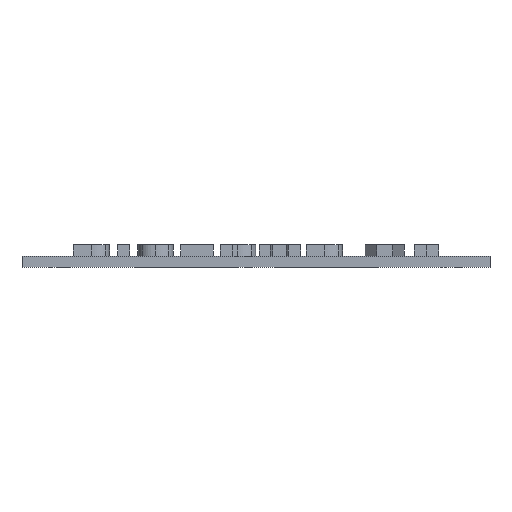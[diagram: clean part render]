
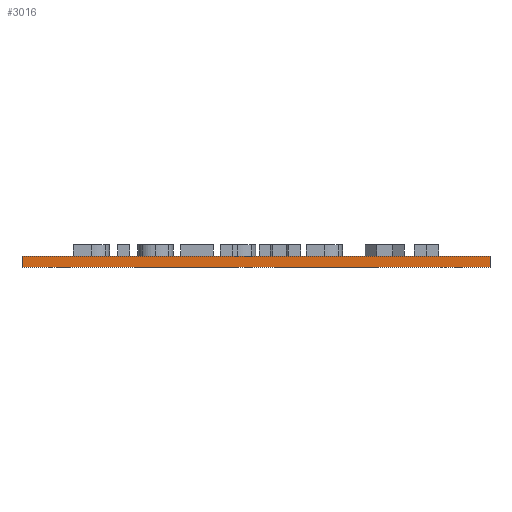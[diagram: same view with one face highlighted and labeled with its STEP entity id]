
A CAD part, front view. The second image highlights one B-rep face of the part: STEP entity #3016.
In plain terms, the highlighted planar face has unit normal (0, -1, 0).
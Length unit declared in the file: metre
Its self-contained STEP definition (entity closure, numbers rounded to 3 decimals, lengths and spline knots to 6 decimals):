
#373=ORIENTED_EDGE('',*,*,#1199,.F.);
#374=ORIENTED_EDGE('',*,*,#1185,.F.);
#375=ORIENTED_EDGE('',*,*,#1112,.T.);
#376=ORIENTED_EDGE('',*,*,#1189,.T.);
#1112=EDGE_CURVE('',#1549,#1552,#1821,.T.);
#1185=EDGE_CURVE('',#1549,#1605,#1890,.T.);
#1189=EDGE_CURVE('',#1552,#1608,#1894,.T.);
#1199=EDGE_CURVE('',#1605,#1608,#1900,.T.);
#1549=VERTEX_POINT('',#4146);
#1552=VERTEX_POINT('',#4151);
#1605=VERTEX_POINT('',#4295);
#1608=VERTEX_POINT('',#4305);
#1821=LINE('',#4152,#2175);
#1890=LINE('',#4298,#2244);
#1894=LINE('',#4306,#2248);
#1900=LINE('',#4330,#2254);
#2175=VECTOR('',#3361,1.);
#2244=VECTOR('',#3476,1.);
#2248=VECTOR('',#3484,1.);
#2254=VECTOR('',#3518,1.);
#2519=EDGE_LOOP('',(#373,#374,#375,#376));
#2719=FACE_BOUND('',#2519,.T.);
#2892=PLANE('',#3200);
#3016=ADVANCED_FACE('',(#2719),#2892,.T.);
#3200=AXIS2_PLACEMENT_3D('',#4329,#3516,#3517);
#3361=DIRECTION('',(-1.,0.,0.));
#3476=DIRECTION('',(0.,0.,-1.));
#3484=DIRECTION('',(0.,0.,-1.));
#3516=DIRECTION('',(0.,-1.,0.));
#3517=DIRECTION('',(1.,0.,0.));
#3518=DIRECTION('',(-1.,0.,0.));
#4146=CARTESIAN_POINT('',(0.03175,-0.0508,0.01785));
#4151=CARTESIAN_POINT('',(-0.03175,-0.0508,0.01785));
#4152=CARTESIAN_POINT('',(0.,-0.0508,0.01785));
#4295=CARTESIAN_POINT('',(0.03175,-0.0508,0.01635));
#4298=CARTESIAN_POINT('',(0.03175,-0.0508,0.01785));
#4305=CARTESIAN_POINT('',(-0.03175,-0.0508,0.01635));
#4306=CARTESIAN_POINT('',(-0.03175,-0.0508,0.01785));
#4329=CARTESIAN_POINT('',(0.,-0.0508,0.01785));
#4330=CARTESIAN_POINT('',(0.,-0.0508,0.01635));
